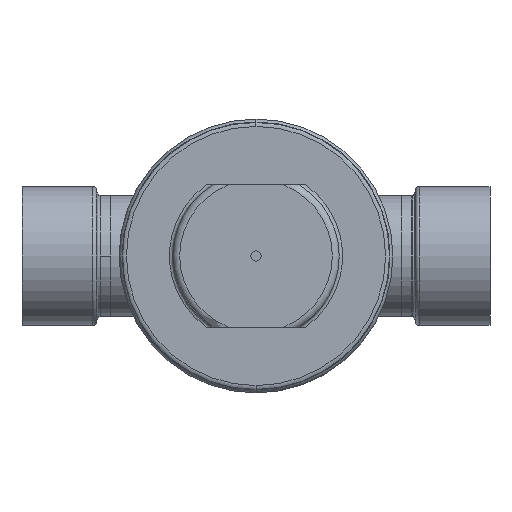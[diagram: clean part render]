
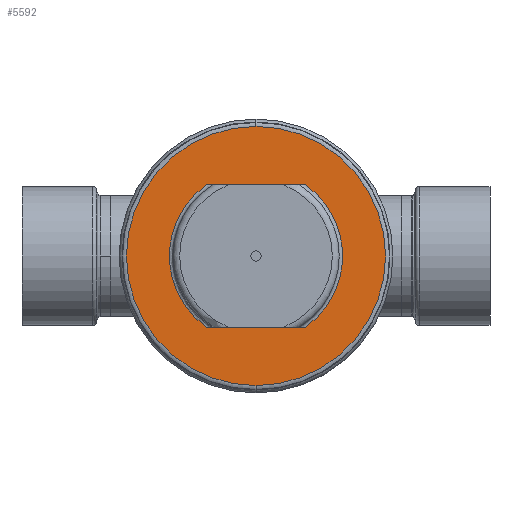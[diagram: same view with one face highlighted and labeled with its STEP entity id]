
A CAD part, front view. The second image highlights one B-rep face of the part: STEP entity #5592.
In plain terms, the highlighted planar face has unit normal (0, -1, 0).
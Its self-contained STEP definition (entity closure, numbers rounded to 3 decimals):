
#20 = CARTESIAN_POINT ( 'NONE',  ( 0., -56.5, 0. ) ) ;
#706 = CARTESIAN_POINT ( 'NONE',  ( -14.309, -56.5, -20.5 ) ) ;
#748 = EDGE_CURVE ( 'NONE', #2513, #2979, #10806, .T. ) ;
#984 = DIRECTION ( 'NONE',  ( 0., 0., -1. ) ) ;
#989 = CARTESIAN_POINT ( 'NONE',  ( -14.309, -56.5, 20.5 ) ) ;
#1106 = DIRECTION ( 'NONE',  ( -1., 0., 0. ) ) ;
#1113 = DIRECTION ( 'NONE',  ( 0., 0., -1. ) ) ;
#1746 = DIRECTION ( 'NONE',  ( 0., 0., -1. ) ) ;
#1804 = ORIENTED_EDGE ( 'NONE', *, *, #4383, .F. ) ;
#2513 = VERTEX_POINT ( 'NONE', #706 ) ;
#2595 = LINE ( 'NONE', #4332, #13743 ) ;
#2979 = VERTEX_POINT ( 'NONE', #9339 ) ;
#3069 = DIRECTION ( 'NONE',  ( 0., 1., 0. ) ) ;
#4332 = CARTESIAN_POINT ( 'NONE',  ( -40., -56.5, 20.5 ) ) ;
#4369 = VERTEX_POINT ( 'NONE', #12540 ) ;
#4383 = EDGE_CURVE ( 'NONE', #5386, #7014, #7177, .T. ) ;
#4652 = FACE_BOUND ( 'NONE', #5327, .T. ) ;
#4961 = CARTESIAN_POINT ( 'NONE',  ( 37.369, -56.5, 0. ) ) ;
#5230 = CARTESIAN_POINT ( 'NONE',  ( 0., -56.5, 37.369 ) ) ;
#5327 = EDGE_LOOP ( 'NONE', ( #8131, #13786, #10411, #12901 ) ) ;
#5386 = VERTEX_POINT ( 'NONE', #5769 ) ;
#5574 = AXIS2_PLACEMENT_3D ( 'NONE', #9482, #3069, #10587 ) ;
#5576 = AXIS2_PLACEMENT_3D ( 'NONE', #13919, #7423, #984 ) ;
#5592 = ADVANCED_FACE ( 'NONE', ( #4652, #13273 ), #12520, .F. ) ;
#5769 = CARTESIAN_POINT ( 'NONE',  ( 0., -56.5, -37.369 ) ) ;
#6094 = DIRECTION ( 'NONE',  ( 0., 1., 0. ) ) ;
#6544 = CARTESIAN_POINT ( 'NONE',  ( -40., -56.5, -20.5 ) ) ;
#6857 = AXIS2_PLACEMENT_3D ( 'NONE', #12586, #6094, #13680 ) ;
#7014 = VERTEX_POINT ( 'NONE', #5230 ) ;
#7112 = CIRCLE ( 'NONE', #5574, 25. ) ;
#7177 = CIRCLE ( 'NONE', #6857, 37.369 ) ;
#7423 = DIRECTION ( 'NONE',  ( 0., 1., 0. ) ) ;
#7565 = DIRECTION ( 'NONE',  ( 0., 1., 0. ) ) ;
#7616 = EDGE_CURVE ( 'NONE', #4369, #2979, #7112, .T. ) ;
#7698 = AXIS2_PLACEMENT_3D ( 'NONE', #4961, #8193, #1746 ) ;
#7764 = EDGE_CURVE ( 'NONE', #4369, #10555, #2595, .T. ) ;
#8131 = ORIENTED_EDGE ( 'NONE', *, *, #7616, .T. ) ;
#8193 = DIRECTION ( 'NONE',  ( 0., 1., 0. ) ) ;
#9339 = CARTESIAN_POINT ( 'NONE',  ( 14.309, -56.5, -20.5 ) ) ;
#9482 = CARTESIAN_POINT ( 'NONE',  ( 0., -56.5, 0. ) ) ;
#9486 = EDGE_CURVE ( 'NONE', #2513, #10555, #13537, .T. ) ;
#9937 = ORIENTED_EDGE ( 'NONE', *, *, #13628, .F. ) ;
#10411 = ORIENTED_EDGE ( 'NONE', *, *, #9486, .T. ) ;
#10555 = VERTEX_POINT ( 'NONE', #989 ) ;
#10587 = DIRECTION ( 'NONE',  ( 0., 0., -1. ) ) ;
#10806 = LINE ( 'NONE', #6544, #13710 ) ;
#12236 = EDGE_LOOP ( 'NONE', ( #1804, #9937 ) ) ;
#12520 = PLANE ( 'NONE',  #7698 ) ;
#12540 = CARTESIAN_POINT ( 'NONE',  ( 14.309, -56.5, 20.5 ) ) ;
#12586 = CARTESIAN_POINT ( 'NONE',  ( 0., -56.5, 0. ) ) ;
#12607 = CIRCLE ( 'NONE', #5576, 37.369 ) ;
#12657 = AXIS2_PLACEMENT_3D ( 'NONE', #20, #7565, #1113 ) ;
#12901 = ORIENTED_EDGE ( 'NONE', *, *, #7764, .F. ) ;
#13045 = DIRECTION ( 'NONE',  ( 1., 0., 0. ) ) ;
#13273 = FACE_OUTER_BOUND ( 'NONE', #12236, .T. ) ;
#13537 = CIRCLE ( 'NONE', #12657, 25. ) ;
#13628 = EDGE_CURVE ( 'NONE', #7014, #5386, #12607, .T. ) ;
#13680 = DIRECTION ( 'NONE',  ( 0., 0., -1. ) ) ;
#13710 = VECTOR ( 'NONE', #13045, 1000. ) ;
#13743 = VECTOR ( 'NONE', #1106, 1000. ) ;
#13786 = ORIENTED_EDGE ( 'NONE', *, *, #748, .F. ) ;
#13919 = CARTESIAN_POINT ( 'NONE',  ( 0., -56.5, 0. ) ) ;
